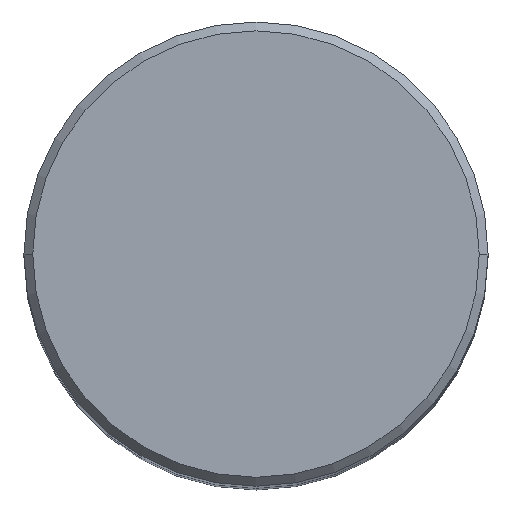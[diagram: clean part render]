
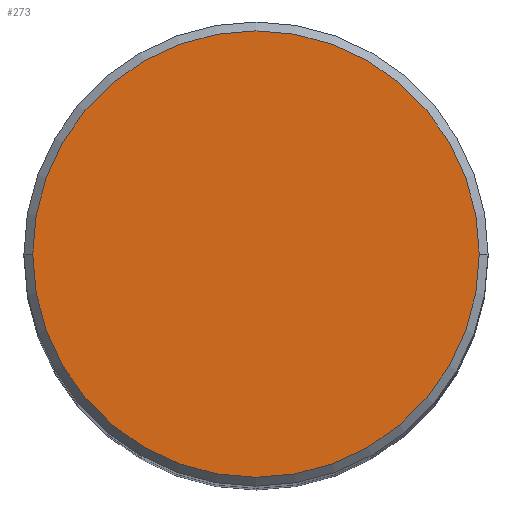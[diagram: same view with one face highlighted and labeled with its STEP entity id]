
A CAD part, top view. The second image highlights one B-rep face of the part: STEP entity #273.
In plain terms, the highlighted planar face has unit normal (0, 0, 1).
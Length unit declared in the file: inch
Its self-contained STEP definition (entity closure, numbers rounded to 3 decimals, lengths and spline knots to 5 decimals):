
#6 = VERTEX_POINT ( 'NONE', #217 ) ;
#40 = DIRECTION ( 'NONE',  ( 1., 0., 0. ) ) ;
#66 = DIRECTION ( 'NONE',  ( 0., 0., 1. ) ) ;
#80 = AXIS2_PLACEMENT_3D ( 'NONE', #150, #224, #40 ) ;
#100 = ORIENTED_EDGE ( 'NONE', *, *, #285, .T. ) ;
#121 = EDGE_CURVE ( 'NONE', #146, #6, #195, .T. ) ;
#135 = FACE_OUTER_BOUND ( 'NONE', #259, .T. ) ;
#140 = DIRECTION ( 'NONE',  ( 0., 0., 1. ) ) ;
#144 = ORIENTED_EDGE ( 'NONE', *, *, #121, .T. ) ;
#146 = VERTEX_POINT ( 'NONE', #290 ) ;
#150 = CARTESIAN_POINT ( 'NONE',  ( 0., 0., 3.93701 ) ) ;
#159 = DIRECTION ( 'NONE',  ( 1., 0., 0. ) ) ;
#195 = CIRCLE ( 'NONE', #297, 0.3787 ) ;
#197 = CARTESIAN_POINT ( 'NONE',  ( 0., 0., 3.93701 ) ) ;
#199 = PLANE ( 'NONE',  #242 ) ;
#217 = CARTESIAN_POINT ( 'NONE',  ( -0.3787, 0., 3.93701 ) ) ;
#224 = DIRECTION ( 'NONE',  ( 0., 0., 1. ) ) ;
#242 = AXIS2_PLACEMENT_3D ( 'NONE', #197, #66, #243 ) ;
#243 = DIRECTION ( 'NONE',  ( 1., 0., 0. ) ) ;
#251 = CIRCLE ( 'NONE', #80, 0.3787 ) ;
#259 = EDGE_LOOP ( 'NONE', ( #100, #144 ) ) ;
#273 = ADVANCED_FACE ( 'NONE', ( #135 ), #199, .T. ) ;
#285 = EDGE_CURVE ( 'NONE', #6, #146, #251, .T. ) ;
#290 = CARTESIAN_POINT ( 'NONE',  ( 0.3787, 0., 3.93701 ) ) ;
#297 = AXIS2_PLACEMENT_3D ( 'NONE', #299, #140, #159 ) ;
#299 = CARTESIAN_POINT ( 'NONE',  ( 0., 0., 3.93701 ) ) ;
